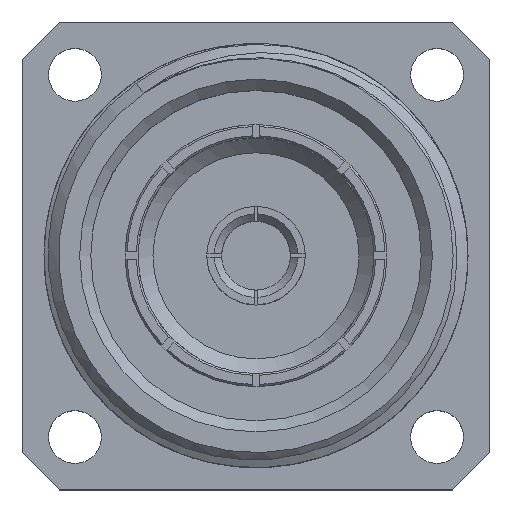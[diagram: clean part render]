
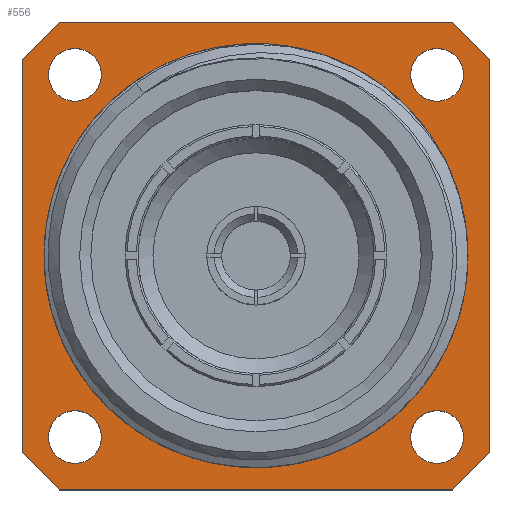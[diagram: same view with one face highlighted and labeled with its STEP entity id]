
A CAD part, top view. The second image highlights one B-rep face of the part: STEP entity #556.
In plain terms, the highlighted planar face has unit normal (0, 0, 1).
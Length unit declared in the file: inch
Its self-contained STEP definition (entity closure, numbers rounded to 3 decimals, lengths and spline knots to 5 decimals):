
#128 = EDGE_CURVE ( 'NONE', #619, #619, #3020, .T. ) ;
#179 = CARTESIAN_POINT ( 'NONE',  ( -0.62992, -0.52992, -0.62738 ) ) ;
#191 = CARTESIAN_POINT ( 'NONE',  ( 0.62992, -0.52992, -0.62738 ) ) ;
#196 = CARTESIAN_POINT ( 'NONE',  ( 0.52992, -0.62992, -0.62738 ) ) ;
#255 = CARTESIAN_POINT ( 'NONE',  ( -0.62992, -0.62992, -0.62738 ) ) ;
#278 = AXIS2_PLACEMENT_3D ( 'NONE', #2302, #1453, #3613 ) ;
#325 = ORIENTED_EDGE ( 'NONE', *, *, #1008, .F. ) ;
#391 = EDGE_CURVE ( 'NONE', #4371, #3163, #2411, .T. ) ;
#432 = DIRECTION ( 'NONE',  ( 0., -1., 0. ) ) ;
#452 = EDGE_CURVE ( 'NONE', #1109, #1069, #2269, .T. ) ;
#458 = DIRECTION ( 'NONE',  ( 1., 0., 0. ) ) ;
#525 = CARTESIAN_POINT ( 'NONE',  ( 0.62992, -0.62992, -0.62738 ) ) ;
#549 = DIRECTION ( 'NONE',  ( 0., 0., 1. ) ) ;
#552 = VECTOR ( 'NONE', #4384, 39.37008 ) ;
#556 = ADVANCED_FACE ( 'NONE', ( #5146, #4468, #5270, #2342, #3016, #1860 ), #3994, .T. ) ;
#560 = LINE ( 'NONE', #255, #3870 ) ;
#619 = VERTEX_POINT ( 'NONE', #1201 ) ;
#670 = DIRECTION ( 'NONE',  ( -0.707, -0.707, 0. ) ) ;
#709 = EDGE_CURVE ( 'NONE', #1031, #1031, #1388, .T. ) ;
#736 = LINE ( 'NONE', #4560, #4632 ) ;
#892 = EDGE_CURVE ( 'NONE', #1822, #5057, #3942, .T. ) ;
#895 = ORIENTED_EDGE ( 'NONE', *, *, #452, .F. ) ;
#918 = DIRECTION ( 'NONE',  ( 0., 0., 1. ) ) ;
#936 = VECTOR ( 'NONE', #1698, 39.37008 ) ;
#997 = ORIENTED_EDGE ( 'NONE', *, *, #2191, .F. ) ;
#1008 = EDGE_CURVE ( 'NONE', #4371, #3649, #2266, .T. ) ;
#1018 = CARTESIAN_POINT ( 'NONE',  ( 0., 0., -0.62738 ) ) ;
#1031 = VERTEX_POINT ( 'NONE', #1236 ) ;
#1069 = VERTEX_POINT ( 'NONE', #3932 ) ;
#1109 = VERTEX_POINT ( 'NONE', #196 ) ;
#1201 = CARTESIAN_POINT ( 'NONE',  ( -0.4165, 0.4875, -0.62738 ) ) ;
#1236 = CARTESIAN_POINT ( 'NONE',  ( 0.5585, 0.4875, -0.62738 ) ) ;
#1270 = VECTOR ( 'NONE', #2089, 39.37008 ) ;
#1296 = VERTEX_POINT ( 'NONE', #4810 ) ;
#1388 = CIRCLE ( 'NONE', #278, 0.071 ) ;
#1406 = AXIS2_PLACEMENT_3D ( 'NONE', #4747, #918, #458 ) ;
#1448 = DIRECTION ( 'NONE',  ( 1., 0., 0. ) ) ;
#1453 = DIRECTION ( 'NONE',  ( 0., 0., 1. ) ) ;
#1489 = EDGE_CURVE ( 'NONE', #2448, #2448, #3480, .T. ) ;
#1602 = CARTESIAN_POINT ( 'NONE',  ( -0.57992, 0.57992, -0.62738 ) ) ;
#1656 = EDGE_LOOP ( 'NONE', ( #3488 ) ) ;
#1698 = DIRECTION ( 'NONE',  ( -0.707, 0.707, 0. ) ) ;
#1708 = CARTESIAN_POINT ( 'NONE',  ( 0.5585, -0.4875, -0.62738 ) ) ;
#1777 = CARTESIAN_POINT ( 'NONE',  ( 0.52992, 0.62992, -0.62738 ) ) ;
#1822 = VERTEX_POINT ( 'NONE', #1879 ) ;
#1855 = VECTOR ( 'NONE', #670, 39.37008 ) ;
#1860 = FACE_OUTER_BOUND ( 'NONE', #4448, .T. ) ;
#1879 = CARTESIAN_POINT ( 'NONE',  ( -0.52992, 0.62992, -0.62738 ) ) ;
#1889 = CARTESIAN_POINT ( 'NONE',  ( 0.62992, 0.52992, -0.62738 ) ) ;
#2046 = LINE ( 'NONE', #4001, #552 ) ;
#2089 = DIRECTION ( 'NONE',  ( 0.707, 0.707, 0. ) ) ;
#2158 = CARTESIAN_POINT ( 'NONE',  ( 0.62992, -0.62992, -0.62738 ) ) ;
#2191 = EDGE_CURVE ( 'NONE', #3535, #3535, #3590, .T. ) ;
#2262 = CIRCLE ( 'NONE', #3220, 0.5415 ) ;
#2266 = LINE ( 'NONE', #2158, #3416 ) ;
#2269 = LINE ( 'NONE', #525, #2946 ) ;
#2283 = DIRECTION ( 'NONE',  ( -1., 0., 0. ) ) ;
#2302 = CARTESIAN_POINT ( 'NONE',  ( 0.4875, 0.4875, -0.62738 ) ) ;
#2341 = EDGE_CURVE ( 'NONE', #1296, #1296, #2262, .T. ) ;
#2342 = FACE_BOUND ( 'NONE', #1656, .T. ) ;
#2411 = LINE ( 'NONE', #4256, #936 ) ;
#2419 = ORIENTED_EDGE ( 'NONE', *, *, #391, .T. ) ;
#2448 = VERTEX_POINT ( 'NONE', #1708 ) ;
#2502 = CARTESIAN_POINT ( 'NONE',  ( 0.57992, -0.57992, -0.62738 ) ) ;
#2538 = CARTESIAN_POINT ( 'NONE',  ( -0.4875, 0.4875, -0.62738 ) ) ;
#2626 = CARTESIAN_POINT ( 'NONE',  ( -0.4165, -0.4875, -0.62738 ) ) ;
#2778 = EDGE_LOOP ( 'NONE', ( #3861 ) ) ;
#2804 = ORIENTED_EDGE ( 'NONE', *, *, #2976, .F. ) ;
#2826 = LINE ( 'NONE', #2502, #1270 ) ;
#2903 = DIRECTION ( 'NONE',  ( 0., 0., 1. ) ) ;
#2946 = VECTOR ( 'NONE', #2283, 39.37008 ) ;
#2976 = EDGE_CURVE ( 'NONE', #4781, #5057, #560, .T. ) ;
#3016 = FACE_BOUND ( 'NONE', #5240, .T. ) ;
#3020 = CIRCLE ( 'NONE', #3498, 0.071 ) ;
#3030 = EDGE_LOOP ( 'NONE', ( #5122 ) ) ;
#3163 = VERTEX_POINT ( 'NONE', #1777 ) ;
#3165 = DIRECTION ( 'NONE',  ( 1., 0., 0. ) ) ;
#3207 = DIRECTION ( 'NONE',  ( 0., 0., -1. ) ) ;
#3220 = AXIS2_PLACEMENT_3D ( 'NONE', #1018, #3207, #1448 ) ;
#3367 = ORIENTED_EDGE ( 'NONE', *, *, #3585, .T. ) ;
#3416 = VECTOR ( 'NONE', #432, 39.37008 ) ;
#3480 = CIRCLE ( 'NONE', #1406, 0.071 ) ;
#3488 = ORIENTED_EDGE ( 'NONE', *, *, #1489, .F. ) ;
#3498 = AXIS2_PLACEMENT_3D ( 'NONE', #2538, #2903, #4160 ) ;
#3530 = ORIENTED_EDGE ( 'NONE', *, *, #4238, .T. ) ;
#3535 = VERTEX_POINT ( 'NONE', #2626 ) ;
#3585 = EDGE_CURVE ( 'NONE', #4781, #1069, #2046, .T. ) ;
#3590 = CIRCLE ( 'NONE', #4251, 0.071 ) ;
#3613 = DIRECTION ( 'NONE',  ( 1., 0., 0. ) ) ;
#3649 = VERTEX_POINT ( 'NONE', #191 ) ;
#3708 = DIRECTION ( 'NONE',  ( 0., 1., 0. ) ) ;
#3725 = EDGE_LOOP ( 'NONE', ( #5471 ) ) ;
#3861 = ORIENTED_EDGE ( 'NONE', *, *, #128, .F. ) ;
#3870 = VECTOR ( 'NONE', #3708, 39.37008 ) ;
#3932 = CARTESIAN_POINT ( 'NONE',  ( -0.52992, -0.62992, -0.62738 ) ) ;
#3942 = LINE ( 'NONE', #1602, #1855 ) ;
#3994 = PLANE ( 'NONE',  #4990 ) ;
#4001 = CARTESIAN_POINT ( 'NONE',  ( -0.57992, -0.57992, -0.62738 ) ) ;
#4015 = CARTESIAN_POINT ( 'NONE',  ( -0.62992, 0.52992, -0.62738 ) ) ;
#4020 = EDGE_CURVE ( 'NONE', #1822, #3163, #736, .T. ) ;
#4063 = ORIENTED_EDGE ( 'NONE', *, *, #892, .T. ) ;
#4160 = DIRECTION ( 'NONE',  ( 1., 0., 0. ) ) ;
#4167 = DIRECTION ( 'NONE',  ( 1., 0., 0. ) ) ;
#4238 = EDGE_CURVE ( 'NONE', #1109, #3649, #2826, .T. ) ;
#4251 = AXIS2_PLACEMENT_3D ( 'NONE', #4426, #549, #3165 ) ;
#4256 = CARTESIAN_POINT ( 'NONE',  ( 0.57992, 0.57992, -0.62738 ) ) ;
#4364 = DIRECTION ( 'NONE',  ( 1., 0., 0. ) ) ;
#4371 = VERTEX_POINT ( 'NONE', #1889 ) ;
#4379 = CARTESIAN_POINT ( 'NONE',  ( 0., 0., -0.62738 ) ) ;
#4384 = DIRECTION ( 'NONE',  ( 0.707, -0.707, 0. ) ) ;
#4420 = DIRECTION ( 'NONE',  ( 0., 0., 1. ) ) ;
#4426 = CARTESIAN_POINT ( 'NONE',  ( -0.4875, -0.4875, -0.62738 ) ) ;
#4448 = EDGE_LOOP ( 'NONE', ( #895, #3530, #325, #2419, #5186, #4063, #2804, #3367 ) ) ;
#4468 = FACE_BOUND ( 'NONE', #2778, .T. ) ;
#4560 = CARTESIAN_POINT ( 'NONE',  ( 0.62992, 0.62992, -0.62738 ) ) ;
#4632 = VECTOR ( 'NONE', #4167, 39.37008 ) ;
#4747 = CARTESIAN_POINT ( 'NONE',  ( 0.4875, -0.4875, -0.62738 ) ) ;
#4781 = VERTEX_POINT ( 'NONE', #179 ) ;
#4810 = CARTESIAN_POINT ( 'NONE',  ( 0.5415, 0., -0.62738 ) ) ;
#4990 = AXIS2_PLACEMENT_3D ( 'NONE', #4379, #4420, #4364 ) ;
#5057 = VERTEX_POINT ( 'NONE', #4015 ) ;
#5122 = ORIENTED_EDGE ( 'NONE', *, *, #2341, .T. ) ;
#5146 = FACE_BOUND ( 'NONE', #3030, .T. ) ;
#5186 = ORIENTED_EDGE ( 'NONE', *, *, #4020, .F. ) ;
#5240 = EDGE_LOOP ( 'NONE', ( #997 ) ) ;
#5270 = FACE_BOUND ( 'NONE', #3725, .T. ) ;
#5471 = ORIENTED_EDGE ( 'NONE', *, *, #709, .F. ) ;
